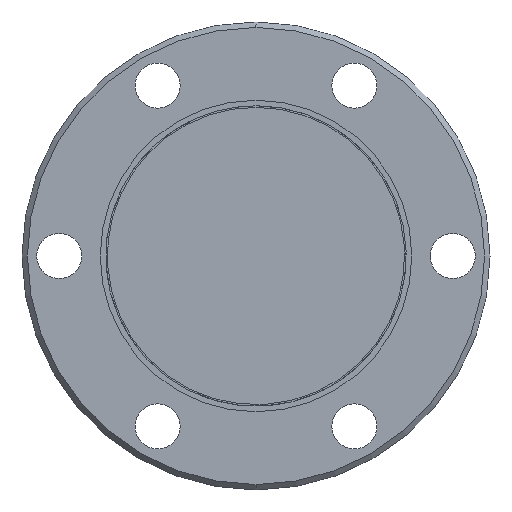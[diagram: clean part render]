
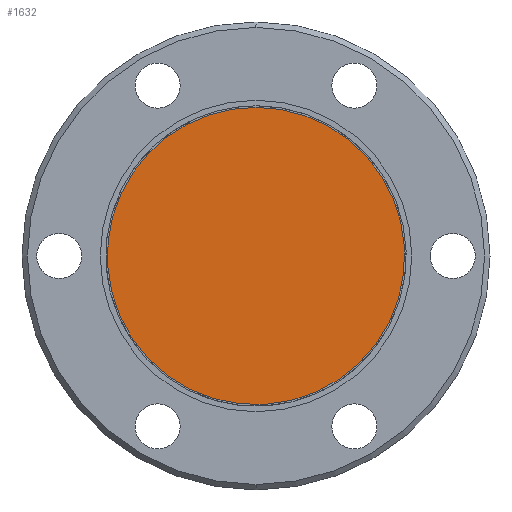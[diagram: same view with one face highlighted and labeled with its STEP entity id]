
A CAD part, front view. The second image highlights one B-rep face of the part: STEP entity #1632.
In plain terms, the highlighted planar face has unit normal (0, -1, 0).
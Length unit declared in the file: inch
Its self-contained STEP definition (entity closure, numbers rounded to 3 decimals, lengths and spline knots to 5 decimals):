
#9 = CARTESIAN_POINT ( 'NONE',  ( 0., 0.024, 0. ) ) ;
#43 = AXIS2_PLACEMENT_3D ( 'NONE', #1593, #719, #904 ) ;
#67 = ORIENTED_EDGE ( 'NONE', *, *, #1398, .F. ) ;
#119 = CARTESIAN_POINT ( 'NONE',  ( 0., 0.024, 0.8735 ) ) ;
#240 = CIRCLE ( 'NONE', #696, 0.8735 ) ;
#300 = EDGE_CURVE ( 'NONE', #769, #1280, #1666, .T. ) ;
#321 = ORIENTED_EDGE ( 'NONE', *, *, #300, .F. ) ;
#696 = AXIS2_PLACEMENT_3D ( 'NONE', #800, #1519, #2235 ) ;
#714 = DIRECTION ( 'NONE',  ( 0., 0., -1. ) ) ;
#719 = DIRECTION ( 'NONE',  ( 0., 1., 0. ) ) ;
#769 = VERTEX_POINT ( 'NONE', #119 ) ;
#776 = VERTEX_POINT ( 'NONE', #1525 ) ;
#800 = CARTESIAN_POINT ( 'NONE',  ( 0., 0.024, 0. ) ) ;
#886 = FACE_OUTER_BOUND ( 'NONE', #2095, .T. ) ;
#904 = DIRECTION ( 'NONE',  ( 0., 0., 1. ) ) ;
#914 = AXIS2_PLACEMENT_3D ( 'NONE', #9, #1909, #714 ) ;
#1161 = DIRECTION ( 'NONE',  ( 0., 1., 0. ) ) ;
#1280 = VERTEX_POINT ( 'NONE', #2126 ) ;
#1398 = EDGE_CURVE ( 'NONE', #1280, #776, #2037, .T. ) ;
#1519 = DIRECTION ( 'NONE',  ( 0., 1., 0. ) ) ;
#1525 = CARTESIAN_POINT ( 'NONE',  ( -0.87183, 0.024, -0.05402 ) ) ;
#1587 = PLANE ( 'NONE',  #914 ) ;
#1593 = CARTESIAN_POINT ( 'NONE',  ( 0., 0.024, 0. ) ) ;
#1632 = ADVANCED_FACE ( 'NONE', ( #886 ), #1587, .T. ) ;
#1666 = CIRCLE ( 'NONE', #43, 0.8735 ) ;
#1909 = DIRECTION ( 'NONE',  ( 0., -1., 0. ) ) ;
#1959 = AXIS2_PLACEMENT_3D ( 'NONE', #2038, #1161, #2014 ) ;
#1980 = EDGE_CURVE ( 'NONE', #776, #769, #240, .T. ) ;
#2014 = DIRECTION ( 'NONE',  ( 0., 0., 1. ) ) ;
#2037 = CIRCLE ( 'NONE', #1959, 0.8735 ) ;
#2038 = CARTESIAN_POINT ( 'NONE',  ( 0., 0.024, 0. ) ) ;
#2044 = ORIENTED_EDGE ( 'NONE', *, *, #1980, .F. ) ;
#2095 = EDGE_LOOP ( 'NONE', ( #2044, #67, #321 ) ) ;
#2126 = CARTESIAN_POINT ( 'NONE',  ( 0.87183, 0.024, 0.05402 ) ) ;
#2235 = DIRECTION ( 'NONE',  ( 0., 0., 1. ) ) ;
